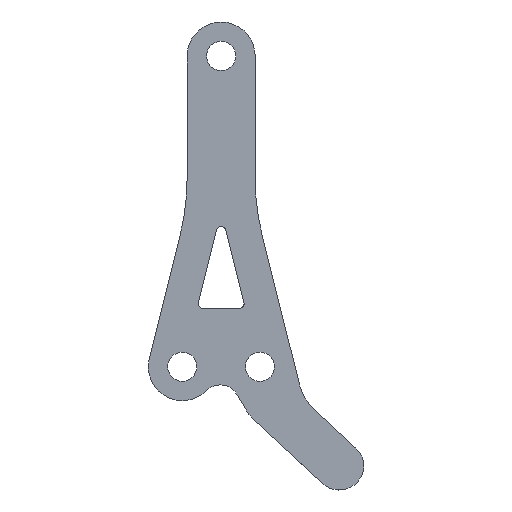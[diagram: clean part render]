
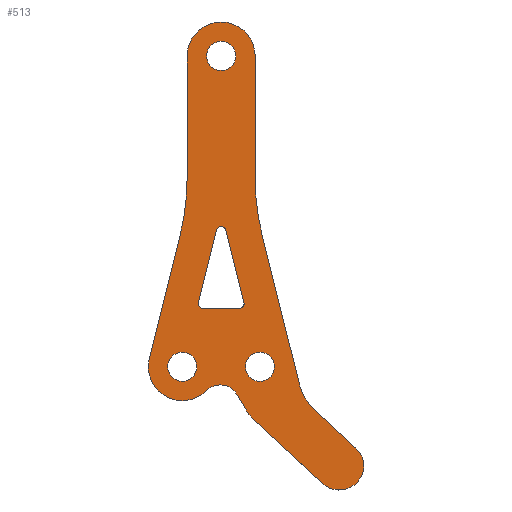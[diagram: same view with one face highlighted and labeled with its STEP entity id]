
A CAD part, top view. The second image highlights one B-rep face of the part: STEP entity #513.
In plain terms, the highlighted planar face has unit normal (0, 0, 1).
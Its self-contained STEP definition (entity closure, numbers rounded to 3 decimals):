
#15=FACE_BOUND('',#86,.T.);
#16=FACE_BOUND('',#87,.T.);
#17=FACE_BOUND('',#88,.T.);
#18=FACE_BOUND('',#89,.T.);
#33=PLANE('',#590);
#59=FACE_OUTER_BOUND('',#85,.T.);
#85=EDGE_LOOP('',(#427,#428,#429,#430,#431,#432,#433,#434,#435,#436,#437,
#438,#439,#440,#441));
#86=EDGE_LOOP('',(#442));
#87=EDGE_LOOP('',(#443));
#88=EDGE_LOOP('',(#444,#445,#446,#447,#448,#449));
#89=EDGE_LOOP('',(#450));
#99=LINE('',#761,#143);
#104=LINE('',#776,#148);
#107=LINE('',#787,#151);
#110=LINE('',#796,#154);
#115=LINE('',#809,#159);
#120=LINE('',#824,#164);
#125=LINE('',#839,#169);
#129=LINE('',#860,#173);
#134=LINE('',#874,#178);
#136=LINE('',#884,#180);
#143=VECTOR('',#606,10.);
#148=VECTOR('',#619,10.);
#151=VECTOR('',#630,10.);
#154=VECTOR('',#641,10.);
#159=VECTOR('',#654,10.);
#164=VECTOR('',#667,10.);
#169=VECTOR('',#680,10.);
#173=VECTOR('',#704,10.);
#178=VECTOR('',#717,10.);
#180=VECTOR('',#733,10.);
#184=CIRCLE('',#540,5.);
#186=CIRCLE('',#544,0.5);
#188=CIRCLE('',#548,0.5);
#190=CIRCLE('',#552,0.5);
#192=CIRCLE('',#556,25.);
#194=CIRCLE('',#560,25.);
#195=CIRCLE('',#563,2.);
#197=CIRCLE('',#567,1.5);
#199=CIRCLE('',#570,1.5);
#201=CIRCLE('',#573,1.5);
#204=CIRCLE('',#578,2.5);
#206=CIRCLE('',#582,2.5);
#207=CIRCLE('',#584,3.5);
#210=CIRCLE('',#589,3.5);
#213=VERTEX_POINT('',#751);
#214=VERTEX_POINT('',#753);
#216=VERTEX_POINT('',#759);
#219=VERTEX_POINT('',#766);
#220=VERTEX_POINT('',#768);
#222=VERTEX_POINT('',#774);
#225=VERTEX_POINT('',#781);
#226=VERTEX_POINT('',#783);
#228=VERTEX_POINT('',#792);
#230=VERTEX_POINT('',#801);
#232=VERTEX_POINT('',#807);
#235=VERTEX_POINT('',#814);
#236=VERTEX_POINT('',#816);
#238=VERTEX_POINT('',#822);
#239=VERTEX_POINT('',#826);
#240=VERTEX_POINT('',#827);
#244=VERTEX_POINT('',#837);
#245=VERTEX_POINT('',#841);
#247=VERTEX_POINT('',#847);
#249=VERTEX_POINT('',#853);
#251=VERTEX_POINT('',#859);
#254=VERTEX_POINT('',#867);
#256=VERTEX_POINT('',#873);
#257=VERTEX_POINT('',#883);
#261=EDGE_CURVE('',#213,#214,#184,.T.);
#265=EDGE_CURVE('',#213,#216,#99,.T.);
#268=EDGE_CURVE('',#219,#220,#186,.T.);
#272=EDGE_CURVE('',#219,#222,#104,.T.);
#275=EDGE_CURVE('',#225,#226,#188,.T.);
#277=EDGE_CURVE('',#225,#220,#107,.T.);
#281=EDGE_CURVE('',#228,#222,#190,.T.);
#282=EDGE_CURVE('',#228,#226,#110,.T.);
#286=EDGE_CURVE('',#230,#216,#192,.T.);
#289=EDGE_CURVE('',#230,#232,#115,.T.);
#292=EDGE_CURVE('',#235,#236,#194,.T.);
#296=EDGE_CURVE('',#235,#238,#120,.T.);
#297=EDGE_CURVE('',#239,#240,#195,.T.);
#303=EDGE_CURVE('',#239,#244,#125,.T.);
#304=EDGE_CURVE('',#245,#245,#197,.T.);
#307=EDGE_CURVE('',#247,#247,#199,.T.);
#310=EDGE_CURVE('',#249,#249,#201,.T.);
#313=EDGE_CURVE('',#251,#214,#129,.T.);
#317=EDGE_CURVE('',#254,#251,#204,.T.);
#320=EDGE_CURVE('',#256,#254,#134,.T.);
#323=EDGE_CURVE('',#244,#256,#206,.T.);
#324=EDGE_CURVE('',#238,#240,#207,.T.);
#326=EDGE_CURVE('',#257,#236,#136,.T.);
#330=EDGE_CURVE('',#232,#257,#210,.T.);
#427=ORIENTED_EDGE('',*,*,#265,.T.);
#428=ORIENTED_EDGE('',*,*,#286,.F.);
#429=ORIENTED_EDGE('',*,*,#289,.T.);
#430=ORIENTED_EDGE('',*,*,#330,.T.);
#431=ORIENTED_EDGE('',*,*,#326,.T.);
#432=ORIENTED_EDGE('',*,*,#292,.F.);
#433=ORIENTED_EDGE('',*,*,#296,.T.);
#434=ORIENTED_EDGE('',*,*,#324,.T.);
#435=ORIENTED_EDGE('',*,*,#297,.F.);
#436=ORIENTED_EDGE('',*,*,#303,.T.);
#437=ORIENTED_EDGE('',*,*,#323,.T.);
#438=ORIENTED_EDGE('',*,*,#320,.T.);
#439=ORIENTED_EDGE('',*,*,#317,.T.);
#440=ORIENTED_EDGE('',*,*,#313,.T.);
#441=ORIENTED_EDGE('',*,*,#261,.F.);
#442=ORIENTED_EDGE('',*,*,#310,.T.);
#443=ORIENTED_EDGE('',*,*,#307,.T.);
#444=ORIENTED_EDGE('',*,*,#277,.T.);
#445=ORIENTED_EDGE('',*,*,#268,.F.);
#446=ORIENTED_EDGE('',*,*,#272,.T.);
#447=ORIENTED_EDGE('',*,*,#281,.F.);
#448=ORIENTED_EDGE('',*,*,#282,.T.);
#449=ORIENTED_EDGE('',*,*,#275,.F.);
#450=ORIENTED_EDGE('',*,*,#304,.T.);
#513=ADVANCED_FACE('',(#59,#15,#16,#17,#18),#33,.T.);
#540=AXIS2_PLACEMENT_3D('',#754,#599,#600);
#544=AXIS2_PLACEMENT_3D('',#769,#612,#613);
#548=AXIS2_PLACEMENT_3D('',#784,#625,#626);
#552=AXIS2_PLACEMENT_3D('',#794,#637,#638);
#556=AXIS2_PLACEMENT_3D('',#803,#648,#649);
#560=AXIS2_PLACEMENT_3D('',#817,#660,#661);
#563=AXIS2_PLACEMENT_3D('',#828,#670,#671);
#567=AXIS2_PLACEMENT_3D('',#842,#683,#684);
#570=AXIS2_PLACEMENT_3D('',#848,#690,#691);
#573=AXIS2_PLACEMENT_3D('',#854,#697,#698);
#578=AXIS2_PLACEMENT_3D('',#868,#711,#712);
#582=AXIS2_PLACEMENT_3D('',#878,#723,#724);
#584=AXIS2_PLACEMENT_3D('',#880,#727,#728);
#589=AXIS2_PLACEMENT_3D('',#890,#740,#741);
#590=AXIS2_PLACEMENT_3D('',#891,#742,#743);
#599=DIRECTION('center_axis',(0.,0.,1.));
#600=DIRECTION('ref_axis',(-0.861,-0.509,0.));
#606=DIRECTION('',(-0.243,0.97,0.));
#612=DIRECTION('center_axis',(0.,0.,1.));
#613=DIRECTION('ref_axis',(-0.788,-0.615,0.));
#619=DIRECTION('',(0.243,0.97,0.));
#625=DIRECTION('center_axis',(0.,0.,1.));
#626=DIRECTION('ref_axis',(0.788,-0.615,0.));
#630=DIRECTION('',(-1.,0.,0.));
#637=DIRECTION('center_axis',(0.,0.,1.));
#638=DIRECTION('ref_axis',(0.,1.,0.));
#641=DIRECTION('',(0.243,-0.97,0.));
#648=DIRECTION('center_axis',(0.,0.,1.));
#649=DIRECTION('ref_axis',(-0.993,-0.122,0.));
#654=DIRECTION('',(0.,1.,0.));
#660=DIRECTION('center_axis',(0.,0.,1.));
#661=DIRECTION('ref_axis',(0.993,-0.122,0.));
#667=DIRECTION('',(-0.243,-0.97,0.));
#670=DIRECTION('center_axis',(0.,0.,1.));
#671=DIRECTION('ref_axis',(-0.86,-0.51,0.));
#680=DIRECTION('',(0.51,-0.86,0.));
#683=DIRECTION('center_axis',(0.,0.,-1.));
#684=DIRECTION('ref_axis',(-1.,0.,0.));
#690=DIRECTION('center_axis',(0.,0.,-1.));
#691=DIRECTION('ref_axis',(-1.,0.,0.));
#697=DIRECTION('center_axis',(0.,0.,-1.));
#698=DIRECTION('ref_axis',(-1.,0.,0.));
#704=DIRECTION('',(-0.733,0.68,0.));
#711=DIRECTION('center_axis',(0.,0.,1.));
#712=DIRECTION('ref_axis',(-0.68,-0.733,0.));
#717=DIRECTION('',(0.733,-0.68,0.));
#723=DIRECTION('center_axis',(0.,0.,1.));
#724=DIRECTION('ref_axis',(0.68,0.733,0.));
#727=DIRECTION('center_axis',(0.,0.,1.));
#728=DIRECTION('ref_axis',(1.,0.,0.));
#733=DIRECTION('',(0.,-1.,0.));
#740=DIRECTION('center_axis',(0.,0.,1.));
#741=DIRECTION('ref_axis',(1.,0.,0.));
#742=DIRECTION('center_axis',(0.,0.,1.));
#743=DIRECTION('ref_axis',(1.,0.,0.));
#751=CARTESIAN_POINT('',(8.076,-1.874,0.6));
#753=CARTESIAN_POINT('',(9.525,-4.326,0.6));
#754=CARTESIAN_POINT('Origin',(12.927,-0.661,0.6));
#759=CARTESIAN_POINT('',(4.246,13.445,0.6));
#761=CARTESIAN_POINT('',(7.395,0.849,0.6));
#766=CARTESIAN_POINT('',(-2.345,6.621,0.6));
#768=CARTESIAN_POINT('',(-1.86,6.,0.6));
#769=CARTESIAN_POINT('Origin',(-1.86,6.5,0.6));
#774=CARTESIAN_POINT('',(-0.485,14.06,0.6));
#776=CARTESIAN_POINT('',(-4.,0.,0.6));
#781=CARTESIAN_POINT('',(1.86,6.,0.6));
#783=CARTESIAN_POINT('',(2.345,6.621,0.6));
#784=CARTESIAN_POINT('Origin',(1.86,6.5,0.6));
#787=CARTESIAN_POINT('',(2.5,6.,0.6));
#792=CARTESIAN_POINT('',(0.485,14.06,0.6));
#794=CARTESIAN_POINT('Origin',(0.,13.938,0.6));
#796=CARTESIAN_POINT('',(0.,16.,0.6));
#801=CARTESIAN_POINT('',(3.5,19.509,0.6));
#803=CARTESIAN_POINT('Origin',(28.5,19.509,0.6));
#807=CARTESIAN_POINT('',(3.5,32.,0.6));
#809=CARTESIAN_POINT('',(3.5,16.,0.6));
#814=CARTESIAN_POINT('',(-4.246,13.445,0.6));
#816=CARTESIAN_POINT('',(-3.5,19.509,0.6));
#817=CARTESIAN_POINT('Origin',(-28.5,19.509,0.6));
#822=CARTESIAN_POINT('',(-7.395,0.849,0.6));
#824=CARTESIAN_POINT('',(-3.395,16.849,0.6));
#826=CARTESIAN_POINT('',(1.624,-2.856,0.6));
#827=CARTESIAN_POINT('',(-1.516,-2.466,0.6));
#828=CARTESIAN_POINT('Origin',(-0.097,-3.875,0.6));
#837=CARTESIAN_POINT('',(2.698,-4.67,0.6));
#839=CARTESIAN_POINT('',(0.989,-1.784,0.6));
#841=CARTESIAN_POINT('',(1.5,32.,0.6));
#842=CARTESIAN_POINT('Origin',(0.,32.,0.6));
#847=CARTESIAN_POINT('',(-2.5,0.,0.6));
#848=CARTESIAN_POINT('Origin',(-4.,0.,0.6));
#853=CARTESIAN_POINT('',(5.5,0.,0.6));
#854=CARTESIAN_POINT('Origin',(4.,0.,0.6));
#859=CARTESIAN_POINT('',(13.878,-8.367,0.6));
#860=CARTESIAN_POINT('',(13.878,-8.367,0.6));
#867=CARTESIAN_POINT('',(10.476,-12.032,0.6));
#868=CARTESIAN_POINT('Origin',(12.177,-10.2,0.6));
#873=CARTESIAN_POINT('',(3.148,-5.228,0.6));
#874=CARTESIAN_POINT('',(3.148,-5.228,0.6));
#878=CARTESIAN_POINT('Origin',(4.849,-3.395,0.6));
#880=CARTESIAN_POINT('Origin',(-4.,0.,0.6));
#883=CARTESIAN_POINT('',(-3.5,32.,0.6));
#884=CARTESIAN_POINT('',(-3.5,32.,0.6));
#890=CARTESIAN_POINT('Origin',(0.,32.,0.6));
#891=CARTESIAN_POINT('Origin',(0.,16.,0.6));
